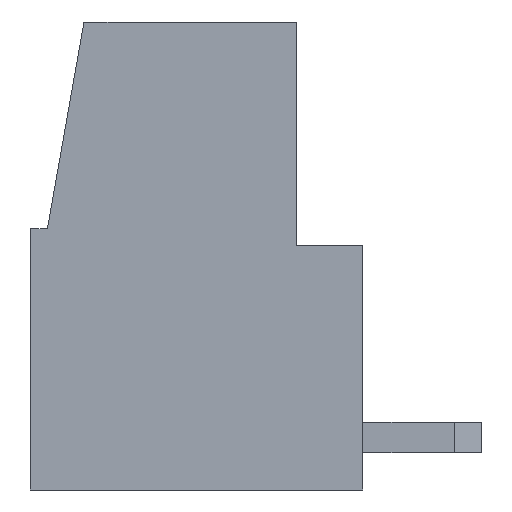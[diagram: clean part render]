
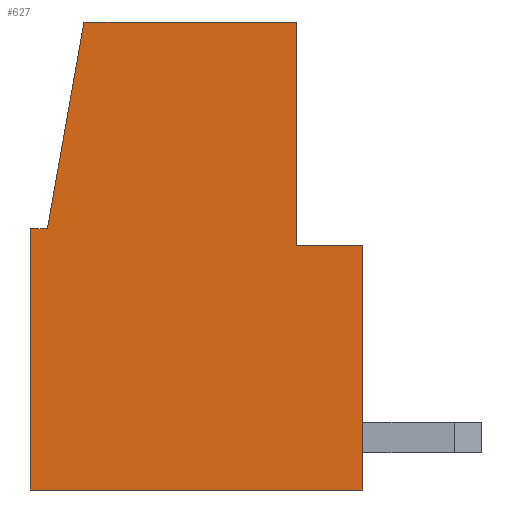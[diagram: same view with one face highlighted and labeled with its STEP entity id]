
A CAD part, left-side view. The second image highlights one B-rep face of the part: STEP entity #627.
In plain terms, the highlighted planar face has unit normal (-1, 0, 0).
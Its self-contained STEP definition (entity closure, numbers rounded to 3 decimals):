
#627 = ADVANCED_FACE( 'F0', ( #1329 ), #1330, .T. );
#1329 = FACE_OUTER_BOUND( '', #2113, .T. );
#1330 = PLANE( '', #2114 );
#2113 = EDGE_LOOP( '', ( #3822, #3823, #3824, #3825, #3826, #3827, #3828, #3829 ) );
#2114 = AXIS2_PLACEMENT_3D( '', #3830, #3831, #3832 );
#3822 = ORIENTED_EDGE( '', *, *, #5177, .F. );
#3823 = ORIENTED_EDGE( '', *, *, #5040, .F. );
#3824 = ORIENTED_EDGE( '', *, *, #5447, .F. );
#3825 = ORIENTED_EDGE( '', *, *, #5448, .T. );
#3826 = ORIENTED_EDGE( '', *, *, #5129, .F. );
#3827 = ORIENTED_EDGE( '', *, *, #5449, .F. );
#3828 = ORIENTED_EDGE( '', *, *, #5450, .F. );
#3829 = ORIENTED_EDGE( '', *, *, #5451, .F. );
#3830 = CARTESIAN_POINT( '', ( -2.54, 0., 0. ) );
#3831 = DIRECTION( '', ( -1., 0., 0. ) );
#3832 = DIRECTION( '', ( 0., 1., 0. ) );
#5040 = EDGE_CURVE( '', #6164, #6166, #6167, .T. );
#5129 = EDGE_CURVE( '', #6311, #6313, #6314, .T. );
#5177 = EDGE_CURVE( '', #6166, #6394, #6395, .T. );
#5447 = EDGE_CURVE( '', #6762, #6164, #6763, .T. );
#5448 = EDGE_CURVE( '', #6762, #6313, #6764, .T. );
#5449 = EDGE_CURVE( '', #6765, #6311, #6766, .T. );
#5450 = EDGE_CURVE( '', #6767, #6765, #6768, .T. );
#5451 = EDGE_CURVE( '', #6394, #6767, #6769, .T. );
#6164 = VERTEX_POINT( '', #7727 );
#6166 = VERTEX_POINT( '', #7730 );
#6167 = LINE( '', #7731, #7732 );
#6311 = VERTEX_POINT( '', #7943 );
#6313 = VERTEX_POINT( '', #7946 );
#6314 = LINE( '', #7947, #7948 );
#6394 = VERTEX_POINT( '', #8066 );
#6395 = LINE( '', #8067, #8068 );
#6762 = VERTEX_POINT( '', #8625 );
#6763 = LINE( '', #8626, #8627 );
#6764 = LINE( '', #8628, #8629 );
#6765 = VERTEX_POINT( '', #8630 );
#6766 = LINE( '', #8631, #8632 );
#6767 = VERTEX_POINT( '', #8633 );
#6768 = LINE( '', #8634, #8635 );
#6769 = LINE( '', #8636, #8637 );
#7727 = CARTESIAN_POINT( '', ( -2.54, 0., 7.7 ) );
#7730 = CARTESIAN_POINT( '', ( -2.54, -0.5, 7.7 ) );
#7731 = CARTESIAN_POINT( '', ( -2.54, -21.3, 7.7 ) );
#7732 = VECTOR( '', #9193, 1000. );
#7943 = CARTESIAN_POINT( '', ( -2.54, -9.8, 7.2 ) );
#7946 = CARTESIAN_POINT( '', ( -2.54, -9.8, 0. ) );
#7947 = CARTESIAN_POINT( '', ( -2.54, -9.8, -3.05 ) );
#7948 = VECTOR( '', #9280, 1000. );
#8066 = CARTESIAN_POINT( '', ( -2.54, -1.576, 13.8 ) );
#8067 = CARTESIAN_POINT( '', ( -2.54, 1.396, -3.05 ) );
#8068 = VECTOR( '', #9325, 1000. );
#8625 = CARTESIAN_POINT( '', ( -2.54, 0., 0. ) );
#8626 = CARTESIAN_POINT( '', ( -2.54, 0., -3.05 ) );
#8627 = VECTOR( '', #9540, 1000. );
#8628 = CARTESIAN_POINT( '', ( -2.54, -21.3, 0. ) );
#8629 = VECTOR( '', #9541, 1000. );
#8630 = CARTESIAN_POINT( '', ( -2.54, -7.85, 7.2 ) );
#8631 = CARTESIAN_POINT( '', ( -2.54, -21.3, 7.2 ) );
#8632 = VECTOR( '', #9542, 1000. );
#8633 = CARTESIAN_POINT( '', ( -2.54, -7.85, 13.8 ) );
#8634 = CARTESIAN_POINT( '', ( -2.54, -7.85, -3.05 ) );
#8635 = VECTOR( '', #9543, 1000. );
#8636 = CARTESIAN_POINT( '', ( -2.54, -21.3, 13.8 ) );
#8637 = VECTOR( '', #9544, 1000. );
#9193 = DIRECTION( '', ( 0., -1., 0. ) );
#9280 = DIRECTION( '', ( 0., 0., -1. ) );
#9325 = DIRECTION( '', ( 0., -0.174, 0.985 ) );
#9540 = DIRECTION( '', ( 0., 0., 1. ) );
#9541 = DIRECTION( '', ( 0., -1., 0. ) );
#9542 = DIRECTION( '', ( 0., -1., 0. ) );
#9543 = DIRECTION( '', ( 0., 0., -1. ) );
#9544 = DIRECTION( '', ( 0., -1., 0. ) );
